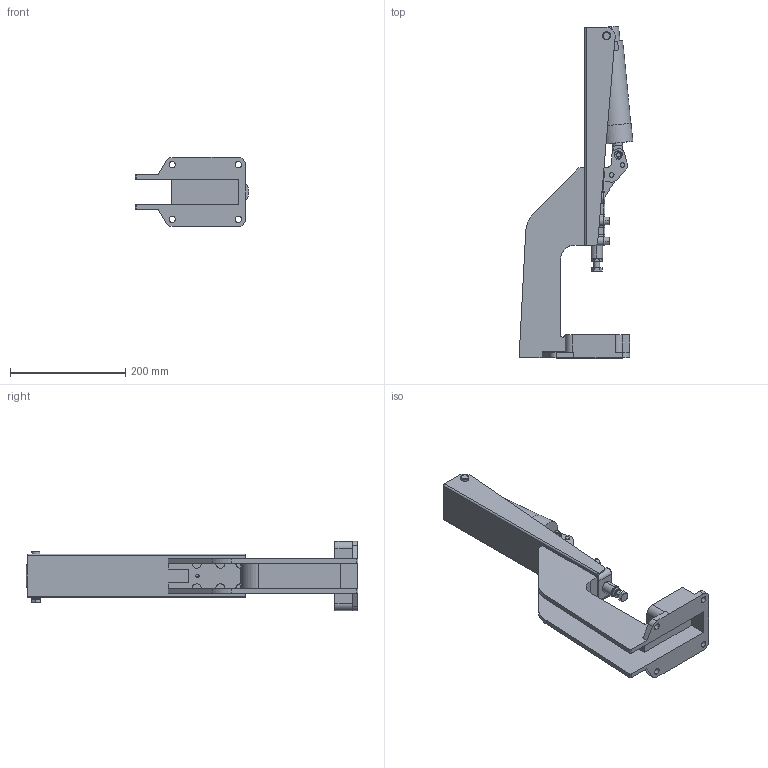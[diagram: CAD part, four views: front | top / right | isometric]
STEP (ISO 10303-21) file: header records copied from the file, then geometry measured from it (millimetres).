
FILE_DESCRIPTION (( 'STEP AP203' ), '1' );
FILE_NAME ('P1200XPR.STEP', '2016-11-24T12:21:22', ( '' ), ( '' ), 'SwSTEP 2.0', 'SolidWorks 2016', '' );
FILE_SCHEMA (( 'CONFIG_CONTROL_DESIGN' ));
Length unit declared in the file: millimetre
Products named in the file (22): hex thin nut chamfered gradeab_bsii_BS EN 24035 - M8 - N; P1200XPR; 107-05-3ROD; P1200FR-Machining-702-02; 308-02; 319-02; P1200X; socket head cap screw_bsi_BS EN ISO 4762 M8 x 45 - 45N; 001-03; 308-04; 109-05M; hex thin nut chamfered gradeab_bsii-9_BS EN 24035 - M10 - N; 024-06M; single coil square section spring washer_bsi_Square section spring washer BS 4464 - 10 (Type A); 301-06; 319-05X; 001-04; 004-05; hex screw gradec_bsi_BS EN 24018 - M10 x 50-NN; 107-05-3; hex thin nut gradeb_bsi_BS EN 24036 - M8 - N; hex thin nut chamfered gradeab_bsii-6_BS EN 24035 - M10 - N
Assembly tree (26 placements, depth 3):
  P1200XPR
    P1200FR-Machining-702-02
    P1200X
      308-04
      319-02
      319-05X
      301-06
      308-02
      107-05-3ROD
      107-05-3
      hex screw gradec_bsi_BS EN 24018 - M10 x 50-NN
      hex thin nut chamfered gradeab_bsii-6_BS EN 24035 - M10 - N
      socket head cap screw_bsi_BS EN ISO 4762 M8 x 45 - 45N  x2
      hex thin nut gradeb_bsi_BS EN 24036 - M8 - N  x2
      024-06M  x2
      109-05M
      single coil square section spring washer_bsi_Square section spring washer BS 4464 - 10 (Type A)
      hex thin nut chamfered gradeab_bsii-9_BS EN 24035 - M10 - N
      004-05
      001-03  x2
      001-04  x2
      hex thin nut chamfered gradeab_bsii_BS EN 24035 - M8 - N
Bounding box: 197.54 x 576.62 x 120 mm (x, y, z)
Volume: 1678296.7 mm3; surface area: 442191.3 mm2
Topology: 31 solids, 31 shells, 746 faces, 1800 edges, 1113 vertices
Faces by surface type: cylinder 295, plane 270, cone 116, bspline 53, torus 12
Entity records: 25456 total; most frequent: CARTESIAN_POINT 6817, DIRECTION 3500, ORIENTED_EDGE 3284, EDGE_CURVE 1642, AXIS2_PLACEMENT_3D 1372, VERTEX_POINT 1034, EDGE_LOOP 796, VECTOR 756
